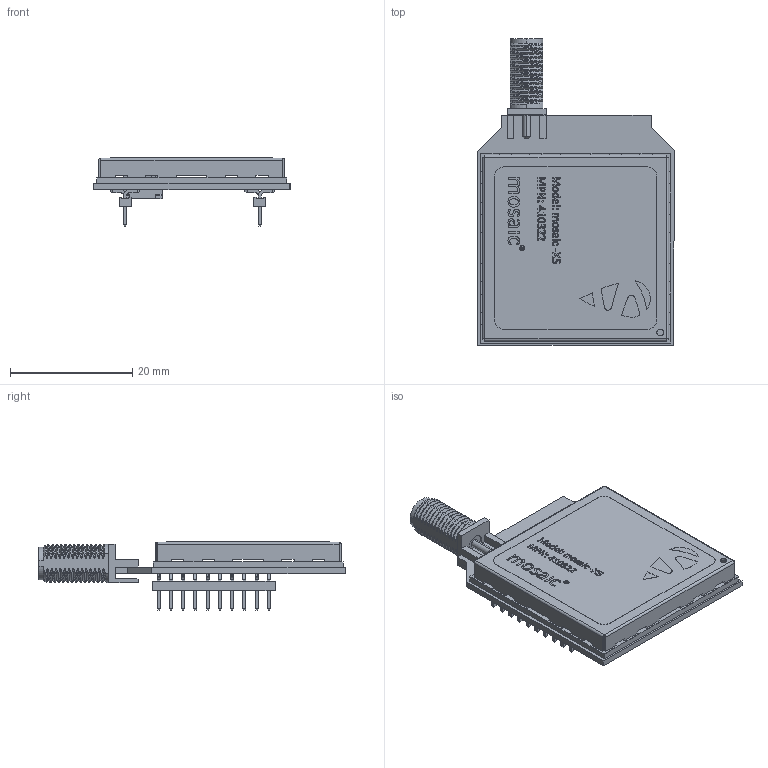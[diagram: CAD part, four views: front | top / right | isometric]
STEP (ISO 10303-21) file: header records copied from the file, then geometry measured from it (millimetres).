
FILE_DESCRIPTION (( 'STEP AP214' ), '1' );
FILE_NAME ('AS-RTK3B-MICRO-MX-L125SMANH-00.STEP', '2023-03-20T06:16:28', ( '' ), ( '' ), 'SwSTEP 2.0', 'SolidWorks 2020', '' );
FILE_SCHEMA (( 'AUTOMOTIVE_DESIGN' ));
Length unit declared in the file: millimetre
Products named in the file (9): PCB_srtk3bmicro; TMM-110-01-G-S-SM-P-TR_body.stp; 73251-2123.stp; TMM-110-01-G-S-SM_pins1.stp; TMM-110-01-G-S-SM-P-TR.stp; TMM-110-01-G-S-SM-P-TR_sm_pins2.stp; AS-RTK3B-MICRO-MX-L125SMANH-00; Mosaic-410322--3DModel-STEP-1.step
Assembly tree (11 placements, depth 3):
  AS-RTK3B-MICRO-MX-L125SMANH-00
    PCB_srtk3bmicro
    TMM-110-01-G-S-SM-P-TR.stp
      TMM-110-01-G-S-SM-P-TR_sm_pins2.stp
      TMM-110-01-G-S-SM_pins1.stp
      TMM-110-01-G-S-SM-P-TR_body.stp
    Mosaic-410322--3DModel-STEP-1.step
    TMM-110-01-G-S-SM-P-TR.stp
      TMM-110-01-G-S-SM-P-TR_sm_pins2.stp
      TMM-110-01-G-S-SM_pins1.stp
      TMM-110-01-G-S-SM-P-TR_body.stp
    73251-2123.stp
Bounding box: 32.13 x 50.04 x 11.14 mm (x, y, z)
Volume: 2967.3 mm3; surface area: 10425.9 mm2
Topology: 322 solids, 322 shells, 3990 faces, 9044 edges, 5959 vertices
Faces by surface type: plane 2038, cylinder 1172, bspline 648, cone 128, torus 4
Entity records: 139021 total; most frequent: CARTESIAN_POINT 56749, ORIENTED_EDGE 16492, DIRECTION 14546, EDGE_CURVE 8246, VERTEX_POINT 5455, AXIS2_PLACEMENT_3D 5146, VECTOR 4254, LINE 4254
